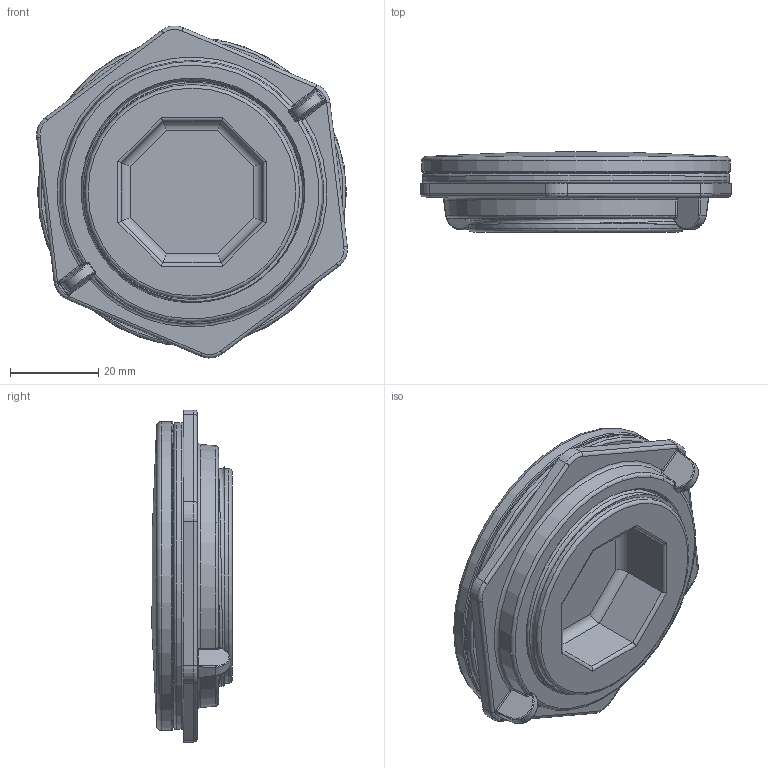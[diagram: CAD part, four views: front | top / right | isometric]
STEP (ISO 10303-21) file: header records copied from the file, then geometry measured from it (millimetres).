
FILE_DESCRIPTION(/* description */ (''),/* implementation_level */ '2;1');
FILE_NAME(/* name */ 'HW-FGHP-150-200.stp',/* time_stamp */ '2014-03-05T09:07:28-06:00',/* author */ ('pmescher'),/* organization */ (''),/* preprocessor_version */ 'ST-DEVELOPER v15.2',/* originating_system */ 'Autodesk Inventor 2014',/* authorisation */ '');
FILE_SCHEMA (('AUTOMOTIVE_DESIGN { 1 0 10303 214 3 1 1 }'));
Length unit declared in the file: inch
Products named in the file (4): HP9; HP9_1; HP9_2; HPSERIES4_STP
Bounding box: 70.31 x 18.15 x 75.11 mm (x, y, z)
Volume: 43943.3 mm3; surface area: 23115.5 mm2
Topology: 3 solids, 3 shells, 151 faces, 356 edges, 208 vertices
Faces by surface type: cylinder 53, bspline 46, plane 32, torus 17, cone 2, sphere 1
Full cylindrical faces by diameter (mm): 48.514 x1, 50.038 x1, 69.596 x1, 69.85 x1
Entity records: 7908 total; most frequent: CARTESIAN_POINT 4622, ORIENTED_EDGE 678, DIRECTION 625, EDGE_CURVE 339, AXIS2_PLACEMENT_3D 261, VERTEX_POINT 206, EDGE_LOOP 171, FACE_OUTER_BOUND 151
